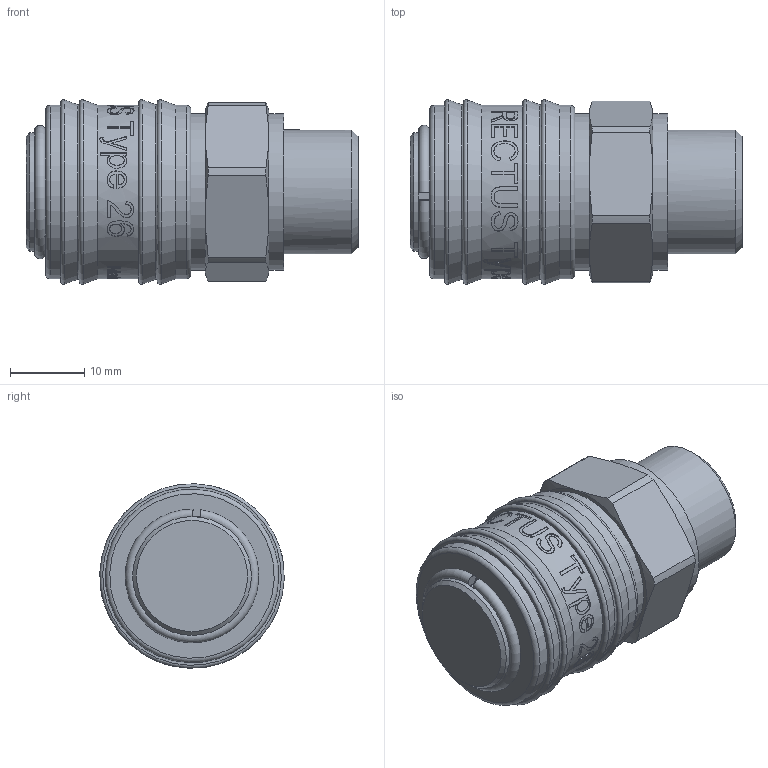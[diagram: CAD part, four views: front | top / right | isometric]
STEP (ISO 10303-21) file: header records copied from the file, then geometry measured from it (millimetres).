
FILE_DESCRIPTION((''),'2;1');
FILE_NAME('26kaaw17mpx.stp','2012-09-19T08:25:11',('IA176480'),(''),'Autodesk Inventor 2011','Autodesk Inventor 2011','');
FILE_SCHEMA(('AUTOMOTIVE_DESIGN { 1 0 10303 214 1 1 1 1 }'));
Length unit declared in the file: millimetre
Products named in the file (1): D103920
Bounding box: 44.6 x 24.78 x 24.78 mm (x, y, z)
Volume: 14470.1 mm3; surface area: 8657.9 mm2
Topology: 2 solids, 5 shells, 476 faces, 1237 edges, 814 vertices
Faces by surface type: bspline 189, plane 184, cylinder 67, cone 24, torus 12
Full cylindrical faces by diameter (mm): 13.871 x2, 14.45 x1, 14.55 x1, 14.95 x1, 15.45 x1, 15.95 x2, 16.1 x1, 16.65 x1, 16.665 x1, 17 x1, 18 x2, 21 x2, 21.1 x1, 23.3 x3
Entity records: 63146 total; most frequent: CARTESIAN_POINT 52734, ORIENTED_EDGE 2354, DIRECTION 1407, EDGE_CURVE 1177, VERTEX_POINT 799, EDGE_LOOP 570, B_SPLINE_CURVE_WITH_KNOTS 517, AXIS2_PLACEMENT_3D 485
